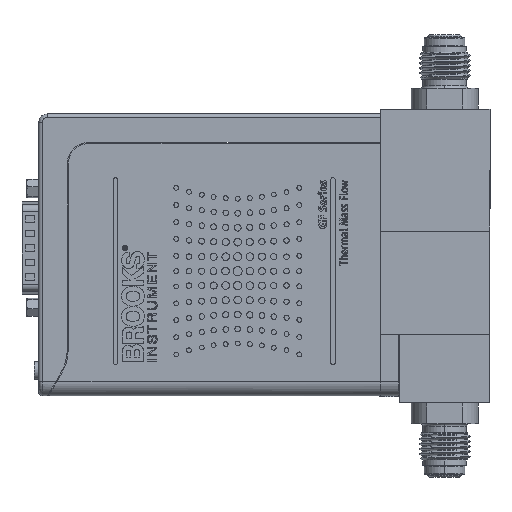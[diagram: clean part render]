
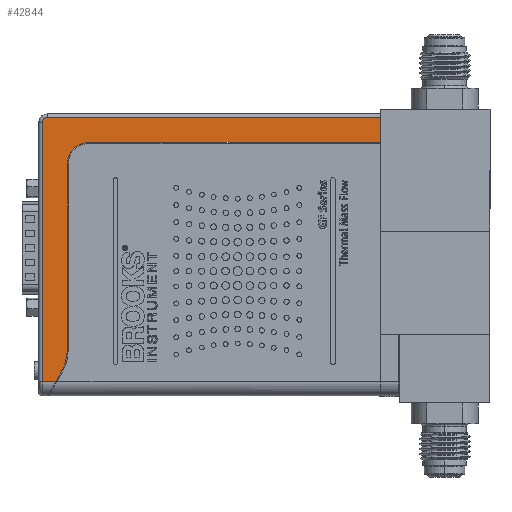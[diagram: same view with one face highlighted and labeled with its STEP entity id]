
A CAD part, left-side view. The second image highlights one B-rep face of the part: STEP entity #42844.
In plain terms, the highlighted planar face has unit normal (-1, 0, 0).
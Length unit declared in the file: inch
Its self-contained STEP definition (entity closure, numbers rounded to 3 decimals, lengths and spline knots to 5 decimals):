
#1015 = VERTEX_POINT ( 'NONE', #28776 ) ;
#4193 = CARTESIAN_POINT ( 'NONE',  ( -1.1225, 4.42255, 1.88082 ) ) ;
#4971 = DIRECTION ( 'NONE',  ( 0., 0., -1. ) ) ;
#4990 = CARTESIAN_POINT ( 'NONE',  ( -1.1225, 4.42255, 2.11704 ) ) ;
#5114 = EDGE_CURVE ( 'NONE', #68215, #61888, #75560, .T. ) ;
#5870 = LINE ( 'NONE', #54433, #37767 ) ;
#6242 = CARTESIAN_POINT ( 'NONE',  ( -1.1225, 4.93436, 2.3698 ) ) ;
#6396 = EDGE_CURVE ( 'NONE', #7151, #33507, #61487, .T. ) ;
#6566 = DIRECTION ( 'NONE',  ( -1., 0., 0. ) ) ;
#6681 = CARTESIAN_POINT ( 'NONE',  ( -1.1225, 4.72207, -0.41282 ) ) ;
#6957 = EDGE_CURVE ( 'NONE', #1015, #41403, #35821, .T. ) ;
#7151 = VERTEX_POINT ( 'NONE', #9254 ) ;
#8634 = VECTOR ( 'NONE', #4971, 39.37008 ) ;
#9254 = CARTESIAN_POINT ( 'NONE',  ( -1.1225, 1.20208, 2.39263 ) ) ;
#9935 = LINE ( 'NONE', #35568, #58832 ) ;
#11337 = EDGE_CURVE ( 'NONE', #46390, #1015, #47149, .T. ) ;
#11609 = AXIS2_PLACEMENT_3D ( 'NONE', #14398, #59024, #20778 ) ;
#12075 = DIRECTION ( 'NONE',  ( 0., -1., 0. ) ) ;
#12635 = CARTESIAN_POINT ( 'NONE',  ( -1.1225, 4.87925, 2.39263 ) ) ;
#13573 = CARTESIAN_POINT ( 'NONE',  ( -1.1225, 4.93436, 1.88082 ) ) ;
#13615 = ORIENTED_EDGE ( 'NONE', *, *, #11337, .F. ) ;
#14000 = CARTESIAN_POINT ( 'NONE',  ( -1.1225, 4.42255, 2.11704 ) ) ;
#14398 = CARTESIAN_POINT ( 'NONE',  ( -1.1225, 5.13121, -0.1766 ) ) ;
#15674 = EDGE_CURVE ( 'NONE', #33507, #27962, #67826, .T. ) ;
#16227 = AXIS2_PLACEMENT_3D ( 'NONE', #44774, #6566, #51168 ) ;
#16658 = ORIENTED_EDGE ( 'NONE', *, *, #26802, .F. ) ;
#19363 = ORIENTED_EDGE ( 'NONE', *, *, #15674, .F. ) ;
#19693 = CARTESIAN_POINT ( 'NONE',  ( -1.1225, 1.20208, 2.11704 ) ) ;
#20295 = FACE_OUTER_BOUND ( 'NONE', #21906, .T. ) ;
#20778 = DIRECTION ( 'NONE',  ( 0., -1., 0. ) ) ;
#21906 = EDGE_LOOP ( 'NONE', ( #22243, #35106, #44915, #16658, #65940, #19363, #49459, #44878, #58263, #13615 ) ) ;
#22243 = ORIENTED_EDGE ( 'NONE', *, *, #58733, .F. ) ;
#26802 = EDGE_CURVE ( 'NONE', #65346, #54406, #9935, .T. ) ;
#27937 = CARTESIAN_POINT ( 'NONE',  ( -1.1225, 4.72207, -0.41282 ) ) ;
#27962 = VERTEX_POINT ( 'NONE', #14000 ) ;
#28776 = CARTESIAN_POINT ( 'NONE',  ( -1.1225, 4.93436, 2.33751 ) ) ;
#29780 = DIRECTION ( 'NONE',  ( 0., 1., 0. ) ) ;
#30905 = EDGE_CURVE ( 'NONE', #41403, #7151, #56302, .T. ) ;
#31895 = VECTOR ( 'NONE', #37025, 39.37008 ) ;
#32927 = CIRCLE ( 'NONE', #16227, 0.23622 ) ;
#33507 = VERTEX_POINT ( 'NONE', #19693 ) ;
#35106 = ORIENTED_EDGE ( 'NONE', *, *, #5114, .F. ) ;
#35568 = CARTESIAN_POINT ( 'NONE',  ( -1.1225, 4.65877, 1.88082 ) ) ;
#35821 =( BOUNDED_CURVE ( )  B_SPLINE_CURVE ( 3, ( #82611, #6242, #50836, #12635 ),
 .UNSPECIFIED., .F., .F. ) 
 B_SPLINE_CURVE_WITH_KNOTS ( ( 4, 4 ),
 ( 0., 1. ),
 .UNSPECIFIED. ) 
 CURVE ( )  GEOMETRIC_REPRESENTATION_ITEM ( )  RATIONAL_B_SPLINE_CURVE ( ( 1., 0.805, 0.805, 1. ) ) 
 REPRESENTATION_ITEM ( '' )  );
#37025 = DIRECTION ( 'NONE',  ( 0., 1., 0. ) ) ;
#37767 = VECTOR ( 'NONE', #48295, 39.37008 ) ;
#39401 = VECTOR ( 'NONE', #12075, 39.37008 ) ;
#40283 = CARTESIAN_POINT ( 'NONE',  ( -1.1225, 4.65877, 1.88082 ) ) ;
#41403 = VERTEX_POINT ( 'NONE', #73071 ) ;
#41989 = DIRECTION ( 'NONE',  ( 0., 0., -1. ) ) ;
#42844 = ADVANCED_FACE ( 'NONE', ( #20295 ), #61597, .F. ) ;
#44774 = CARTESIAN_POINT ( 'NONE',  ( -1.1225, 4.42255, 1.88082 ) ) ;
#44878 = ORIENTED_EDGE ( 'NONE', *, *, #30905, .F. ) ;
#44915 = ORIENTED_EDGE ( 'NONE', *, *, #74291, .F. ) ;
#45147 = VECTOR ( 'NONE', #45383, 39.37008 ) ;
#45383 = DIRECTION ( 'NONE',  ( 0., 0., 1. ) ) ;
#45562 = EDGE_CURVE ( 'NONE', #27962, #65346, #32927, .T. ) ;
#46390 = VERTEX_POINT ( 'NONE', #68542 ) ;
#47149 = LINE ( 'NONE', #13573, #45147 ) ;
#47188 = CARTESIAN_POINT ( 'NONE',  ( -1.1225, 4.65877, -0.1766 ) ) ;
#48295 = DIRECTION ( 'NONE',  ( 0., 1., 0. ) ) ;
#49459 = ORIENTED_EDGE ( 'NONE', *, *, #6396, .F. ) ;
#50836 = CARTESIAN_POINT ( 'NONE',  ( -1.1225, 4.91153, 2.39263 ) ) ;
#51168 = DIRECTION ( 'NONE',  ( 0., -1., 0. ) ) ;
#54406 = VERTEX_POINT ( 'NONE', #47188 ) ;
#54433 = CARTESIAN_POINT ( 'NONE',  ( -1.1225, 4.42255, -0.52076 ) ) ;
#56302 = LINE ( 'NONE', #69435, #39401 ) ;
#56774 = CARTESIAN_POINT ( 'NONE',  ( -1.1225, 4.78439, -0.52076 ) ) ;
#58263 = ORIENTED_EDGE ( 'NONE', *, *, #6957, .F. ) ;
#58673 = VECTOR ( 'NONE', #70454, 39.37008 ) ;
#58733 = EDGE_CURVE ( 'NONE', #61888, #46390, #5870, .T. ) ;
#58832 = VECTOR ( 'NONE', #41989, 39.37008 ) ;
#59024 = DIRECTION ( 'NONE',  ( 1., 0., 0. ) ) ;
#61487 = LINE ( 'NONE', #74864, #8634 ) ;
#61597 = PLANE ( 'NONE',  #79763 ) ;
#61888 = VERTEX_POINT ( 'NONE', #56774 ) ;
#65346 = VERTEX_POINT ( 'NONE', #40283 ) ;
#65940 = ORIENTED_EDGE ( 'NONE', *, *, #45562, .F. ) ;
#67826 = LINE ( 'NONE', #4990, #31895 ) ;
#67991 = DIRECTION ( 'NONE',  ( 1., 0., 0. ) ) ;
#68215 = VERTEX_POINT ( 'NONE', #27937 ) ;
#68542 = CARTESIAN_POINT ( 'NONE',  ( -1.1225, 4.93436, -0.52076 ) ) ;
#69435 = CARTESIAN_POINT ( 'NONE',  ( -1.1225, 4.42255, 2.39263 ) ) ;
#70454 = DIRECTION ( 'NONE',  ( 0., 0.5, -0.866 ) ) ;
#73071 = CARTESIAN_POINT ( 'NONE',  ( -1.1225, 4.87925, 2.39263 ) ) ;
#74291 = EDGE_CURVE ( 'NONE', #54406, #68215, #74532, .T. ) ;
#74532 = CIRCLE ( 'NONE', #11609, 0.47244 ) ;
#74864 = CARTESIAN_POINT ( 'NONE',  ( -1.1225, 1.20208, 2.11704 ) ) ;
#75560 = LINE ( 'NONE', #6681, #58673 ) ;
#79763 = AXIS2_PLACEMENT_3D ( 'NONE', #4193, #67991, #29780 ) ;
#82611 = CARTESIAN_POINT ( 'NONE',  ( -1.1225, 4.93436, 2.33751 ) ) ;
